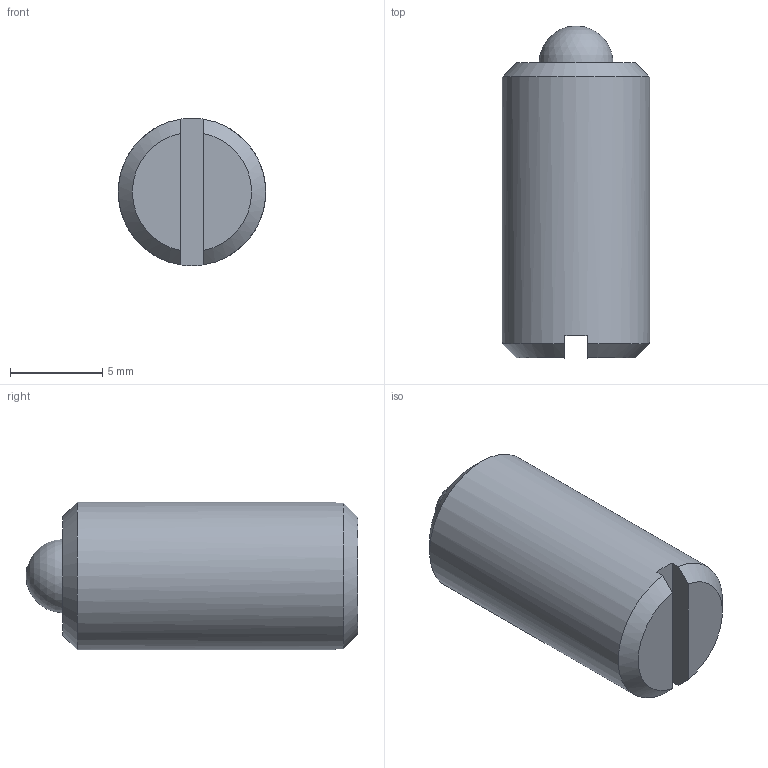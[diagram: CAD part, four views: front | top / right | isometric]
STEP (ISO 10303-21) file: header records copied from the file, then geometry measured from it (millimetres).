
FILE_DESCRIPTION( ( 'STEP AP214' ), '1' );
FILE_NAME( 'K0314.08__0_.stp', '2020-12-02T10:41:48', ( '' ), ( '' ), ' ', 'PARTsolutions', ' ' );
FILE_SCHEMA( ( 'AUTOMOTIVE_DESIGN { 1 0 10303 214 1 1 1 1 }' ) );
Length unit declared in the file: millimetre
Products named in the file (1): _K0314.08_(0)
Bounding box: 8 x 18 x 8 mm (x, y, z)
Volume: 796.3 mm3; surface area: 507.2 mm2
Topology: 1 solids, 1 shells, 11 faces, 27 edges, 18 vertices
Faces by surface type: plane 6, cone 3, sphere 1, cylinder 1
Full cylindrical faces by diameter (mm): 8 x1
Entity records: 400 total; most frequent: CARTESIAN_POINT 61, DIRECTION 50, ORIENTED_EDGE 42, AXIS2_PLACEMENT_3D 21, EDGE_CURVE 21, VERTEX_POINT 16, EDGE_LOOP 14, FACE_OUTER_BOUND 12
